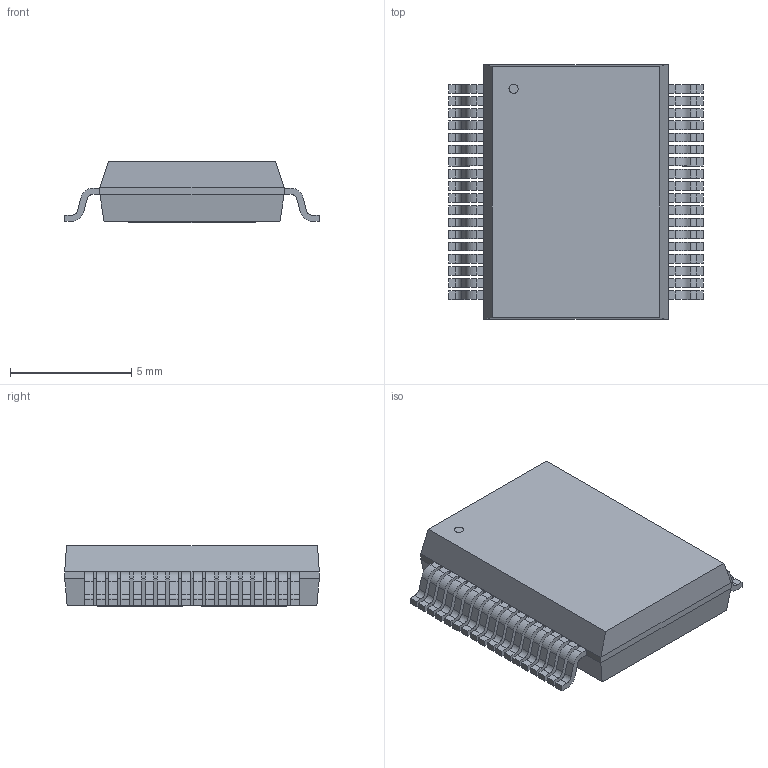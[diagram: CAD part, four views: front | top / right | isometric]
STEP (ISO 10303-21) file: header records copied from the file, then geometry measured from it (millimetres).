
FILE_DESCRIPTION(('STEP AP214'),'1');
FILE_NAME('POWERSSO-36TP_STM','2022-12-05T02:42:43',(''),(''),'','','');
FILE_SCHEMA(('AUTOMOTIVE_DESIGN'));
Length unit declared in the file: millimetre
Products named in the file (1): product
Bounding box: 10.49 x 10.49 x 2.52 mm (x, y, z)
Volume: 197.4 mm3; surface area: 402.9 mm2
Topology: 41 solids, 41 shells, 539 faces, 1363 edges, 906 vertices
Faces by surface type: plane 394, cylinder 145
Full cylindrical faces by diameter (mm): 0.38 x1
Entity records: 15416 total; most frequent: DIRECTION 2734, ORIENTED_EDGE 2724, CARTESIAN_POINT 1593, EDGE_CURVE 1362, LINE 1072, VECTOR 1072, VERTEX_POINT 906, AXIS2_PLACEMENT_3D 831
